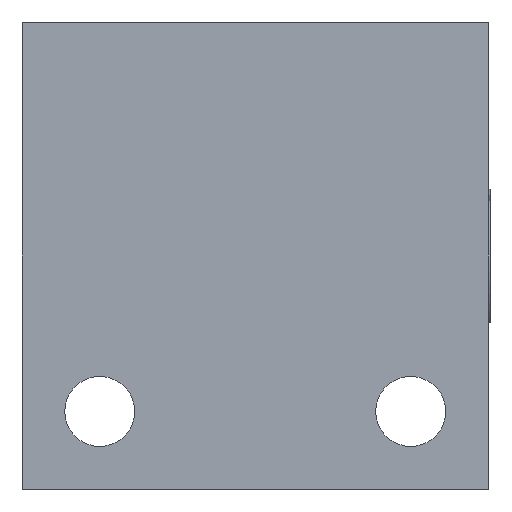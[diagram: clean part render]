
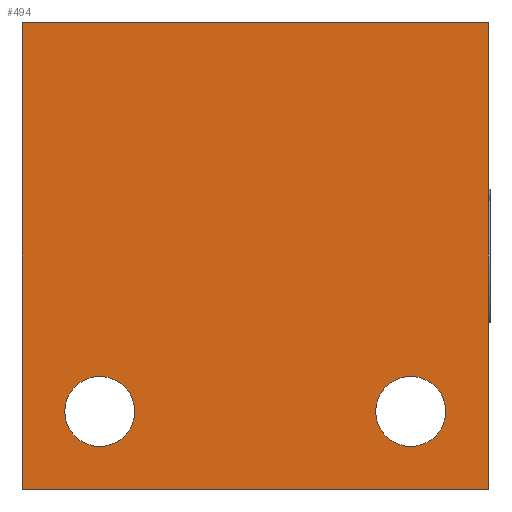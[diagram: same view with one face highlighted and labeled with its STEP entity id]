
A CAD part, front view. The second image highlights one B-rep face of the part: STEP entity #494.
In plain terms, the highlighted planar face has unit normal (0, -1, 0).
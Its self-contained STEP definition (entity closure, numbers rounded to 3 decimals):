
#12 = ORIENTED_EDGE ( 'NONE', *, *, #928, .F. ) ;
#29 = AXIS2_PLACEMENT_3D ( 'NONE', #653, #877, #48 ) ;
#31 = VERTEX_POINT ( 'NONE', #966 ) ;
#34 = LINE ( 'NONE', #388, #941 ) ;
#48 = DIRECTION ( 'NONE',  ( 0., 0., -1. ) ) ;
#83 = VERTEX_POINT ( 'NONE', #734 ) ;
#109 = CIRCLE ( 'NONE', #322, 2.25 ) ;
#132 = CIRCLE ( 'NONE', #1167, 2.25 ) ;
#158 = CARTESIAN_POINT ( 'NONE',  ( 15., -7., 15. ) ) ;
#171 = VERTEX_POINT ( 'NONE', #937 ) ;
#188 = ORIENTED_EDGE ( 'NONE', *, *, #595, .F. ) ;
#202 = DIRECTION ( 'NONE',  ( 0., 0., -1. ) ) ;
#234 = VECTOR ( 'NONE', #915, 1000. ) ;
#297 = DIRECTION ( 'NONE',  ( 0., 0., 1. ) ) ;
#316 = VERTEX_POINT ( 'NONE', #1276 ) ;
#322 = AXIS2_PLACEMENT_3D ( 'NONE', #1352, #647, #453 ) ;
#324 = DIRECTION ( 'NONE',  ( 1., 0., 0. ) ) ;
#329 = ORIENTED_EDGE ( 'NONE', *, *, #491, .T. ) ;
#381 = CARTESIAN_POINT ( 'NONE',  ( -15., -7., 15. ) ) ;
#388 = CARTESIAN_POINT ( 'NONE',  ( 15., -7., 15. ) ) ;
#411 = CARTESIAN_POINT ( 'NONE',  ( -10., -7., -10. ) ) ;
#421 = ORIENTED_EDGE ( 'NONE', *, *, #477, .T. ) ;
#440 = CARTESIAN_POINT ( 'NONE',  ( -15., -7., 15. ) ) ;
#447 = FACE_BOUND ( 'NONE', #1242, .T. ) ;
#453 = DIRECTION ( 'NONE',  ( 0., 0., 1. ) ) ;
#464 = DIRECTION ( 'NONE',  ( 0., 1., 0. ) ) ;
#466 = CARTESIAN_POINT ( 'NONE',  ( -15., -7., -15. ) ) ;
#473 = CIRCLE ( 'NONE', #833, 2.25 ) ;
#477 = EDGE_CURVE ( 'NONE', #316, #31, #1076, .T. ) ;
#491 = EDGE_CURVE ( 'NONE', #83, #550, #132, .T. ) ;
#494 = ADVANCED_FACE ( 'NONE', ( #447, #1363, #1039 ), #1111, .T. ) ;
#530 = DIRECTION ( 'NONE',  ( 0., 1., 0. ) ) ;
#533 = VERTEX_POINT ( 'NONE', #158 ) ;
#550 = VERTEX_POINT ( 'NONE', #763 ) ;
#554 = CARTESIAN_POINT ( 'NONE',  ( 15., -7., -15. ) ) ;
#595 = EDGE_CURVE ( 'NONE', #736, #171, #1450, .T. ) ;
#647 = DIRECTION ( 'NONE',  ( 0., 1., 0. ) ) ;
#653 = CARTESIAN_POINT ( 'NONE',  ( 0., -7., 0. ) ) ;
#692 = EDGE_CURVE ( 'NONE', #550, #83, #109, .T. ) ;
#711 = EDGE_CURVE ( 'NONE', #1136, #736, #1166, .T. ) ;
#734 = CARTESIAN_POINT ( 'NONE',  ( 10., -7., -12.25 ) ) ;
#736 = VERTEX_POINT ( 'NONE', #466 ) ;
#763 = CARTESIAN_POINT ( 'NONE',  ( 10., -7., -7.75 ) ) ;
#818 = VECTOR ( 'NONE', #1091, 1000. ) ;
#821 = ORIENTED_EDGE ( 'NONE', *, *, #711, .F. ) ;
#833 = AXIS2_PLACEMENT_3D ( 'NONE', #1176, #464, #1302 ) ;
#852 = EDGE_CURVE ( 'NONE', #533, #1136, #34, .T. ) ;
#877 = DIRECTION ( 'NONE',  ( 0., -1., 0. ) ) ;
#915 = DIRECTION ( 'NONE',  ( -1., 0., 0. ) ) ;
#928 = EDGE_CURVE ( 'NONE', #171, #533, #1015, .T. ) ;
#933 = AXIS2_PLACEMENT_3D ( 'NONE', #411, #1117, #297 ) ;
#937 = CARTESIAN_POINT ( 'NONE',  ( -15., -7., 15. ) ) ;
#941 = VECTOR ( 'NONE', #202, 1000. ) ;
#966 = CARTESIAN_POINT ( 'NONE',  ( -10., -7., -12.25 ) ) ;
#1015 = LINE ( 'NONE', #440, #1297 ) ;
#1039 = FACE_OUTER_BOUND ( 'NONE', #1222, .T. ) ;
#1076 = CIRCLE ( 'NONE', #933, 2.25 ) ;
#1080 = EDGE_LOOP ( 'NONE', ( #1087, #329 ) ) ;
#1087 = ORIENTED_EDGE ( 'NONE', *, *, #692, .T. ) ;
#1091 = DIRECTION ( 'NONE',  ( 0., 0., 1. ) ) ;
#1111 = PLANE ( 'NONE',  #29 ) ;
#1117 = DIRECTION ( 'NONE',  ( 0., 1., 0. ) ) ;
#1136 = VERTEX_POINT ( 'NONE', #554 ) ;
#1157 = CARTESIAN_POINT ( 'NONE',  ( -15., -7., -15. ) ) ;
#1166 = LINE ( 'NONE', #1157, #234 ) ;
#1167 = AXIS2_PLACEMENT_3D ( 'NONE', #1357, #530, #1243 ) ;
#1176 = CARTESIAN_POINT ( 'NONE',  ( -10., -7., -10. ) ) ;
#1204 = ORIENTED_EDGE ( 'NONE', *, *, #1444, .T. ) ;
#1222 = EDGE_LOOP ( 'NONE', ( #1333, #12, #188, #821 ) ) ;
#1242 = EDGE_LOOP ( 'NONE', ( #421, #1204 ) ) ;
#1243 = DIRECTION ( 'NONE',  ( 0., 0., 1. ) ) ;
#1276 = CARTESIAN_POINT ( 'NONE',  ( -10., -7., -7.75 ) ) ;
#1297 = VECTOR ( 'NONE', #324, 1000. ) ;
#1302 = DIRECTION ( 'NONE',  ( 0., 0., 1. ) ) ;
#1333 = ORIENTED_EDGE ( 'NONE', *, *, #852, .F. ) ;
#1352 = CARTESIAN_POINT ( 'NONE',  ( 10., -7., -10. ) ) ;
#1357 = CARTESIAN_POINT ( 'NONE',  ( 10., -7., -10. ) ) ;
#1363 = FACE_BOUND ( 'NONE', #1080, .T. ) ;
#1444 = EDGE_CURVE ( 'NONE', #31, #316, #473, .T. ) ;
#1450 = LINE ( 'NONE', #381, #818 ) ;
